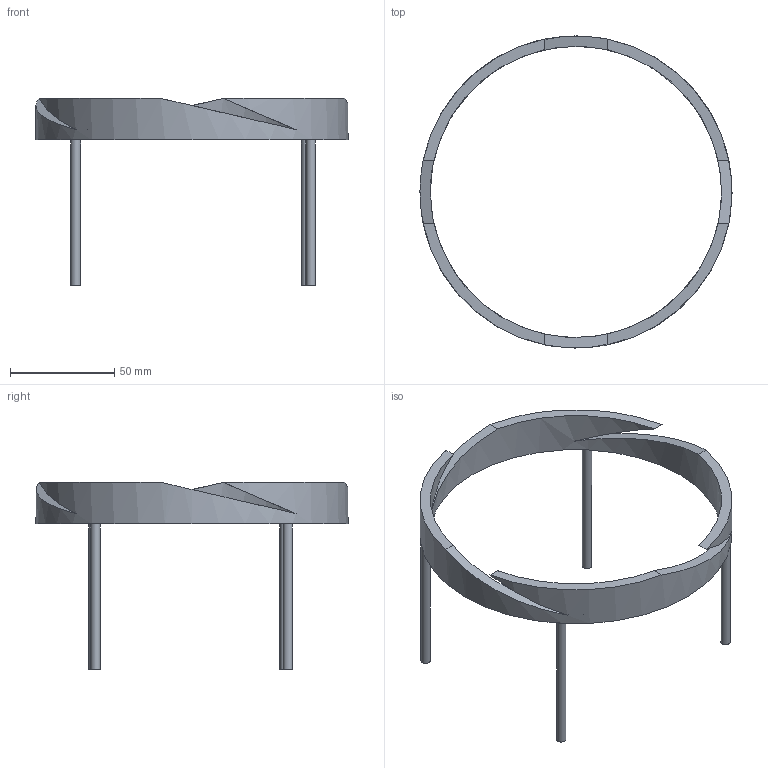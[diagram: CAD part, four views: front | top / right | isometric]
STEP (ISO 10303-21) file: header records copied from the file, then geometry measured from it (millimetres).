
FILE_DESCRIPTION(/* description */ (''),/* implementation_level */ '2;1');
FILE_NAME(/* name */ 'Lower_ring_M1.step',/* time_stamp */ '2024-07-13T17:20:53+05:30',/* author */ (''),/* organization */ (''),/* preprocessor_version */ 'ST-DEVELOPER v20',/* originating_system */ 'Autodesk Translation Framework v13.14.0.145',/* authorisation */ '');
FILE_SCHEMA (('AUTOMOTIVE_DESIGN { 1 0 10303 214 3 1 1 }'));
Length unit declared in the file: millimetre
Products named in the file (1): Lower_ring_M1
Bounding box: 150 x 150 x 90 mm (x, y, z)
Volume: 45265.2 mm3; surface area: 26718.8 mm2
Topology: 5 solids, 5 shells, 34 faces, 70 edges, 45 vertices
Faces by surface type: plane 28, cylinder 6
Full cylindrical faces by diameter (mm): 4.5 x4, 140 x1, 150 x1
Entity records: 949 total; most frequent: DIRECTION 182, CARTESIAN_POINT 150, ORIENTED_EDGE 140, AXIS2_PLACEMENT_3D 77, EDGE_CURVE 70, VERTEX_POINT 45, EDGE_LOOP 35, FACE_OUTER_BOUND 34
